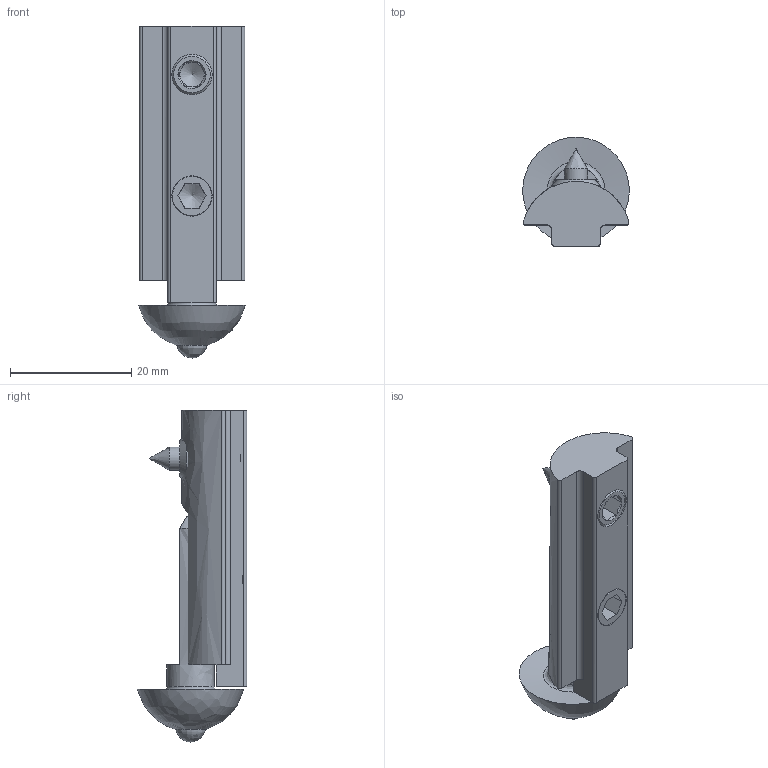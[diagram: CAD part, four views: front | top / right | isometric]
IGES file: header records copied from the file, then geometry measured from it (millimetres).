
Global section: file name: SV0102V_A; native system: Autodesk Inventor 2015; preprocessor: unknown; author: D. Wölk,; organization: 11; date: 20151201.112314; units: millimetre
Bounding box: 17.54 x 18.02 x 54.7 mm (x, y, z)
Volume: 6557.1 mm3; surface area: 5019.6 mm2
Topology: 6 solids, 6 shells, 79 faces, 205 edges, 135 vertices
Faces by surface type: bspline 79
